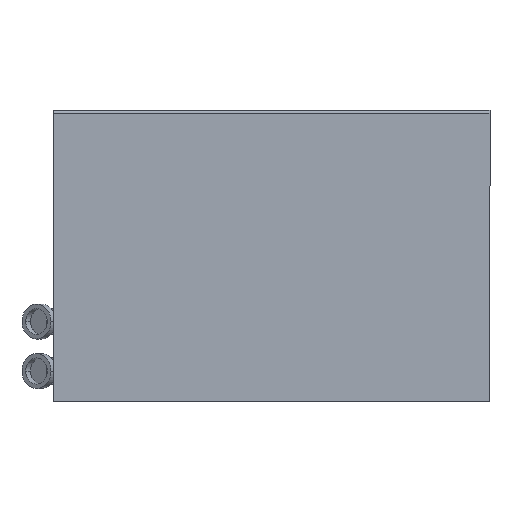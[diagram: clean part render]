
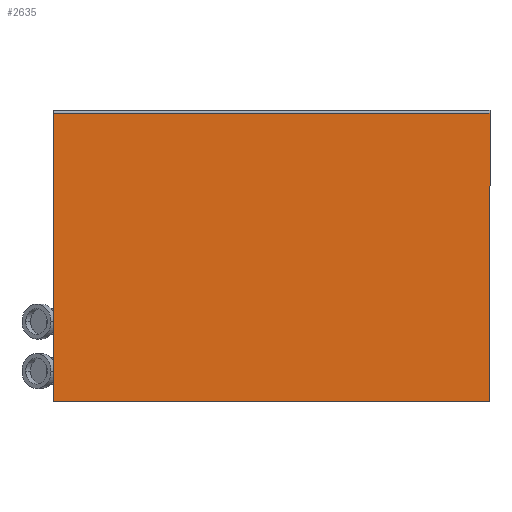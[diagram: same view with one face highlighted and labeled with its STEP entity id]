
A CAD part, front view. The second image highlights one B-rep face of the part: STEP entity #2635.
In plain terms, the highlighted planar face has unit normal (0, -1, 0).
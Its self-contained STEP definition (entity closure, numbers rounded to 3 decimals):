
#50 = ORIENTED_EDGE ( 'NONE', *, *, #2732, .T. ) ;
#301 = PLANE ( 'NONE',  #608 ) ;
#362 = FACE_OUTER_BOUND ( 'NONE', #2942, .T. ) ;
#414 = DIRECTION ( 'NONE',  ( -1., 0., 0. ) ) ;
#528 = CARTESIAN_POINT ( 'NONE',  ( 75., -5., 49. ) ) ;
#576 = ORIENTED_EDGE ( 'NONE', *, *, #2240, .T. ) ;
#581 = DIRECTION ( 'NONE',  ( 0., 0., 1. ) ) ;
#582 = ORIENTED_EDGE ( 'NONE', *, *, #2124, .T. ) ;
#608 = AXIS2_PLACEMENT_3D ( 'NONE', #2438, #1902, #820 ) ;
#820 = DIRECTION ( 'NONE',  ( 1., 0., 0. ) ) ;
#992 = CARTESIAN_POINT ( 'NONE',  ( -75., -5., 49. ) ) ;
#1123 = CARTESIAN_POINT ( 'NONE',  ( -75., -5., 50. ) ) ;
#1247 = CARTESIAN_POINT ( 'NONE',  ( -75., -5., -50. ) ) ;
#1289 = CARTESIAN_POINT ( 'NONE',  ( 75., -5., -50. ) ) ;
#1434 = ORIENTED_EDGE ( 'NONE', *, *, #2678, .T. ) ;
#1547 = VECTOR ( 'NONE', #414, 1000. ) ;
#1637 = LINE ( 'NONE', #992, #1547 ) ;
#1638 = VECTOR ( 'NONE', #581, 1000. ) ;
#1902 = DIRECTION ( 'NONE',  ( 0., -1., 0. ) ) ;
#1967 = LINE ( 'NONE', #1123, #3127 ) ;
#2124 = EDGE_CURVE ( 'NONE', #3524, #2255, #1637, .T. ) ;
#2189 = LINE ( 'NONE', #3271, #1638 ) ;
#2240 = EDGE_CURVE ( 'NONE', #2250, #2484, #2794, .T. ) ;
#2250 = VERTEX_POINT ( 'NONE', #3499 ) ;
#2255 = VERTEX_POINT ( 'NONE', #2692 ) ;
#2415 = DIRECTION ( 'NONE',  ( 1., 0., 0. ) ) ;
#2438 = CARTESIAN_POINT ( 'NONE',  ( 0., -5., 0. ) ) ;
#2484 = VERTEX_POINT ( 'NONE', #1289 ) ;
#2635 = ADVANCED_FACE ( 'NONE', ( #362 ), #301, .T. ) ;
#2678 = EDGE_CURVE ( 'NONE', #2484, #3524, #2189, .T. ) ;
#2692 = CARTESIAN_POINT ( 'NONE',  ( -75., -5., 49. ) ) ;
#2732 = EDGE_CURVE ( 'NONE', #2255, #2250, #1967, .T. ) ;
#2794 = LINE ( 'NONE', #1247, #3340 ) ;
#2942 = EDGE_LOOP ( 'NONE', ( #1434, #582, #50, #576 ) ) ;
#3127 = VECTOR ( 'NONE', #3328, 1000. ) ;
#3271 = CARTESIAN_POINT ( 'NONE',  ( 75., -5., 50. ) ) ;
#3328 = DIRECTION ( 'NONE',  ( 0., 0., -1. ) ) ;
#3340 = VECTOR ( 'NONE', #2415, 1000. ) ;
#3499 = CARTESIAN_POINT ( 'NONE',  ( -75., -5., -50. ) ) ;
#3524 = VERTEX_POINT ( 'NONE', #528 ) ;
